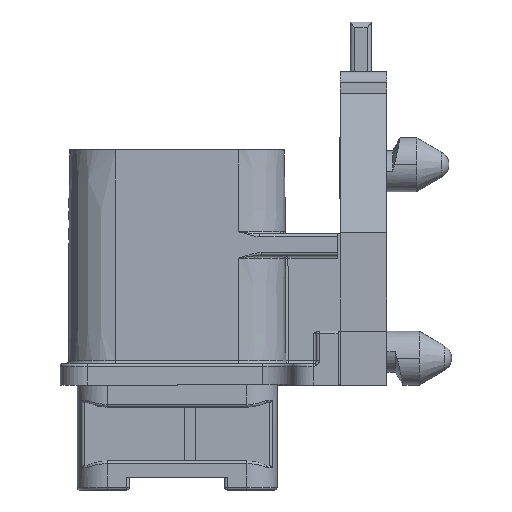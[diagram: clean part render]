
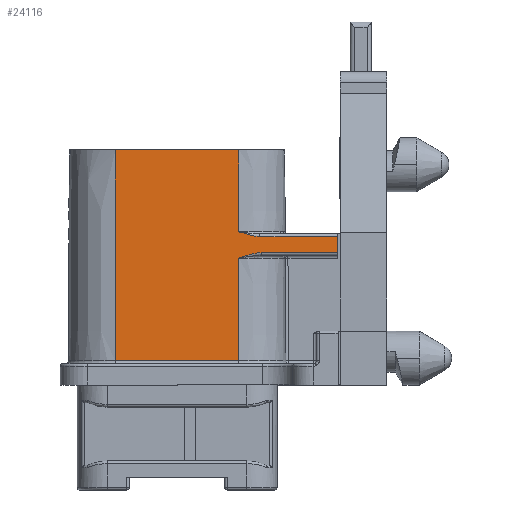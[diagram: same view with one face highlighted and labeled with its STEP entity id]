
A CAD part, front view. The second image highlights one B-rep face of the part: STEP entity #24116.
In plain terms, the highlighted planar face has unit normal (0, -1, 0.004).
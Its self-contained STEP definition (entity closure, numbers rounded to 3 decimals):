
#84=DIRECTION('',(1.,0.,0.));
#85=VECTOR('',#84,11.4);
#86=CARTESIAN_POINT('',(-5.7,-8.914,17.67));
#87=LINE('',#86,#85);
#1847=DIRECTION('',(0.,-0.004,-1.));
#1848=VECTOR('',#1847,19.521);
#1849=CARTESIAN_POINT('',(-5.7,-8.914,17.67));
#1850=LINE('',#1849,#1848);
#1861=DIRECTION('',(1.,0.,0.));
#1862=VECTOR('',#1861,7.193);
#1863=CARTESIAN_POINT('',(7.657,-8.949,9.651));
#1864=LINE('',#1863,#1862);
#1865=DIRECTION('',(0.,0.004,1.));
#1866=VECTOR('',#1865,1.501);
#1867=CARTESIAN_POINT('',(14.85,-8.955,8.15));
#1868=LINE('',#1867,#1866);
#1869=DIRECTION('',(1.,0.,0.));
#1870=VECTOR('',#1869,7.07);
#1871=CARTESIAN_POINT('',(7.78,-8.955,8.151));
#1872=LINE('',#1871,#1870);
#1873=CARTESIAN_POINT('',(7.78,-8.955,8.151));
#1874=CARTESIAN_POINT('',(7.729,-8.955,8.151));
#1875=CARTESIAN_POINT('',(7.621,-8.955,8.148));
#1876=CARTESIAN_POINT('',(7.438,-8.955,8.131));
#1877=CARTESIAN_POINT('',(7.232,-8.955,8.101));
#1878=CARTESIAN_POINT('',(6.999,-8.956,8.054));
#1879=CARTESIAN_POINT('',(6.738,-8.956,7.989));
#1880=CARTESIAN_POINT('',(6.545,-8.956,7.932));
#1881=CARTESIAN_POINT('',(6.443,-8.956,7.9));
#1883=DIRECTION('',(1.,0.,0.));
#1884=VECTOR('',#1883,11.4);
#1885=CARTESIAN_POINT('',(-5.7,-8.999,
-1.851));
#1886=LINE('',#1885,#1884);
#1887=DIRECTION('',(0.,-0.004,-1.));
#1888=VECTOR('',#1887,7.571);
#1889=CARTESIAN_POINT('',(5.7,-8.914,17.67));
#1890=LINE('',#1889,#1888);
#1891=CARTESIAN_POINT('',(5.7,-8.947,10.099));
#1892=CARTESIAN_POINT('',(5.817,-8.947,10.06));
#1893=CARTESIAN_POINT('',(6.041,-8.947,9.986));
#1894=CARTESIAN_POINT('',(6.351,-8.948,9.888));
#1895=CARTESIAN_POINT('',(6.634,-8.948,9.807));
#1896=CARTESIAN_POINT('',(6.888,-8.948,9.745));
#1897=CARTESIAN_POINT('',(7.116,-8.949,9.7));
#1898=CARTESIAN_POINT('',(7.32,-8.949,9.67));
#1899=CARTESIAN_POINT('',(7.5,-8.949,9.654));
#1900=CARTESIAN_POINT('',(7.607,-8.949,9.651));
#1901=CARTESIAN_POINT('',(7.657,-8.949,9.651));
#2032=DIRECTION('',(0.,0.004,1.));
#2033=VECTOR('',#2032,9.5);
#2034=CARTESIAN_POINT('',(5.7,-8.999,
-1.851));
#2035=LINE('',#2034,#2033);
#2041=CARTESIAN_POINT('',(5.7,-8.957,7.649));
#2048=CARTESIAN_POINT('',(6.443,-8.956,7.9));
#2049=CARTESIAN_POINT('',(6.412,-8.956,7.89));
#2050=CARTESIAN_POINT('',(6.35,-8.956,7.871));
#2051=CARTESIAN_POINT('',(6.257,-8.957,7.841));
#2052=CARTESIAN_POINT('',(6.164,-8.957,7.81));
#2053=CARTESIAN_POINT('',(6.072,-8.957,7.778));
#2054=CARTESIAN_POINT('',(5.98,-8.957,7.747));
#2055=CARTESIAN_POINT('',(5.888,-8.957,7.715));
#2056=CARTESIAN_POINT('',(5.795,-8.957,7.682));
#2057=CARTESIAN_POINT('',(5.732,-8.957,7.66));
#2058=CARTESIAN_POINT('',(5.7,-8.957,7.649));
#2079=CARTESIAN_POINT('',(14.85,-8.955,8.149));
#11894=CARTESIAN_POINT('',(5.7,-8.947,10.099));
#21221=CARTESIAN_POINT('',(7.78,-8.955,
8.151));
#21223=VERTEX_POINT('',#21221);
#21224=VERTEX_POINT('',#2041);
#21402=CARTESIAN_POINT('',(-5.7,-8.914,17.67));
#21403=CARTESIAN_POINT('',(5.7,-8.914,17.67));
#21404=VERTEX_POINT('',#21402);
#21405=VERTEX_POINT('',#21403);
#21515=CARTESIAN_POINT('',(5.7,-8.999,-1.851));
#21517=VERTEX_POINT('',#21515);
#21521=CARTESIAN_POINT('',(-5.7,-8.999,
-1.851));
#21522=VERTEX_POINT('',#21521);
#21564=VERTEX_POINT('',#1881);
#21565=VERTEX_POINT('',#11894);
#21567=VERTEX_POINT('',#1901);
#21666=VERTEX_POINT('',#2079);
#21667=CARTESIAN_POINT('',(14.85,-8.949,9.651));
#21668=VERTEX_POINT('',#21667);
#24090=CARTESIAN_POINT('',(-5.7,-9.,-2.1));
#24091=DIRECTION('',(0.,-1.,0.004));
#24092=DIRECTION('',(1.,0.,0.));
#24093=AXIS2_PLACEMENT_3D('',#24090,#24091,#24092);
#24094=PLANE('',#24093);
#24096=ORIENTED_EDGE('',*,*,#24095,.T.);
#24098=ORIENTED_EDGE('',*,*,#24097,.F.);
#24100=ORIENTED_EDGE('',*,*,#24099,.F.);
#24102=ORIENTED_EDGE('',*,*,#24101,.T.);
#24104=ORIENTED_EDGE('',*,*,#24103,.T.);
#24106=ORIENTED_EDGE('',*,*,#24105,.F.);
#24107=ORIENTED_EDGE('',*,*,#24083,.F.);
#24108=ORIENTED_EDGE('',*,*,#24058,.F.);
#24109=ORIENTED_EDGE('',*,*,#22293,.T.);
#24111=ORIENTED_EDGE('',*,*,#24110,.T.);
#24113=ORIENTED_EDGE('',*,*,#24112,.T.);
#24114=EDGE_LOOP('',(#24096,#24098,#24100,#24102,#24104,#24106,#24107,#24108,
#24109,#24111,#24113));
#24115=FACE_OUTER_BOUND('',#24114,.F.);
#24116=ADVANCED_FACE('',(#24115),#24094,.T.);
#1882=B_SPLINE_CURVE_WITH_KNOTS('',3,(#1873,#1874,#1875,#1876,#1877,#1878,#1879,
#1880,#1881),.UNSPECIFIED.,.F.,.F.,(4,1,1,1,1,1,4),(0.,0.167,
0.333,0.5,0.667,0.833,1.),
.UNSPECIFIED.);
#1902=B_SPLINE_CURVE_WITH_KNOTS('',3,(#1891,#1892,#1893,#1894,#1895,#1896,#1897,
#1898,#1899,#1900,#1901),.UNSPECIFIED.,.F.,.F.,(4,1,1,1,1,1,1,1,4),(0.,
0.125,0.25,0.375,0.5,0.625,0.75,0.875,1.),.UNSPECIFIED.);
#2059=B_SPLINE_CURVE_WITH_KNOTS('',3,(#2048,#2049,#2050,#2051,#2052,#2053,#2054,
#2055,#2056,#2057,#2058),.UNSPECIFIED.,.F.,.F.,(4,1,1,1,1,1,1,1,4),(0.,
0.125,0.25,0.375,0.5,0.625,0.75,0.875,1.),.UNSPECIFIED.);
#22293=EDGE_CURVE('',#21404,#21405,#87,.T.);
#24058=EDGE_CURVE('',#21404,#21522,#1850,.T.);
#24083=EDGE_CURVE('',#21522,#21517,#1886,.T.);
#24095=EDGE_CURVE('',#21567,#21668,#1864,.T.);
#24097=EDGE_CURVE('',#21666,#21668,#1868,.T.);
#24099=EDGE_CURVE('',#21223,#21666,#1872,.T.);
#24101=EDGE_CURVE('',#21223,#21564,#1882,.T.);
#24103=EDGE_CURVE('',#21564,#21224,#2059,.T.);
#24105=EDGE_CURVE('',#21517,#21224,#2035,.T.);
#24110=EDGE_CURVE('',#21405,#21565,#1890,.T.);
#24112=EDGE_CURVE('',#21565,#21567,#1902,.T.);
